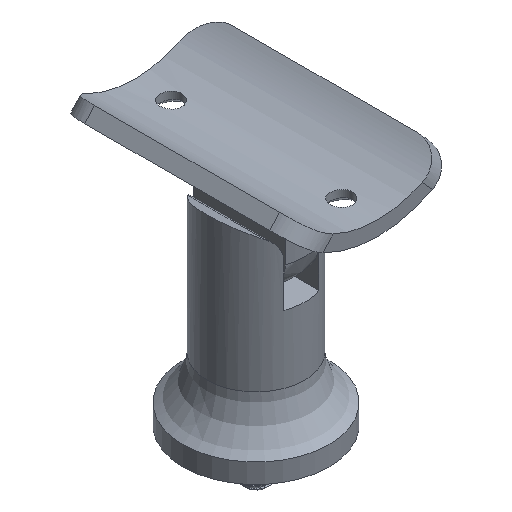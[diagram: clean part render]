
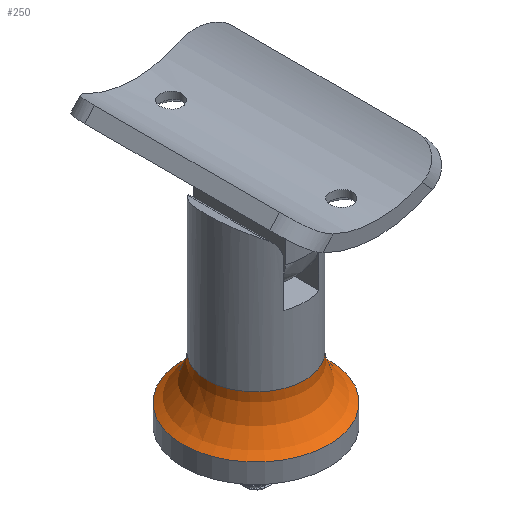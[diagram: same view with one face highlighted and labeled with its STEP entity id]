
A CAD part, isometric view. The second image highlights one B-rep face of the part: STEP entity #250.
In plain terms, the highlighted toroidal (fillet/blend) face has major radius 20.5 mm and minor radius 10.5 mm.
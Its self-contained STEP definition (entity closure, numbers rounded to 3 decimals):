
#83=TOROIDAL_SURFACE('',#895,20.5,10.5);
#250=ADVANCED_FACE('',(#327,#328),#83,.F.);
#327=FACE_BOUND('',#369,.T.);
#328=FACE_BOUND('',#370,.T.);
#369=EDGE_LOOP('',(#462));
#370=EDGE_LOOP('',(#463));
#462=ORIENTED_EDGE('',*,*,#745,.F.);
#463=ORIENTED_EDGE('',*,*,#753,.F.);
#667=VERTEX_POINT('',#1288);
#675=VERTEX_POINT('',#1306);
#745=EDGE_CURVE('',#667,#667,#844,.T.);
#753=EDGE_CURVE('',#675,#675,#846,.T.);
#844=CIRCLE('',#886,10.);
#846=CIRCLE('',#890,15.);
#886=AXIS2_PLACEMENT_3D('',#1287,#972,#973);
#890=AXIS2_PLACEMENT_3D('',#1305,#986,#987);
#895=AXIS2_PLACEMENT_3D('',#1327,#997,#998);
#972=DIRECTION('',(0.,0.,1.));
#973=DIRECTION('',(-1.,0.,0.));
#986=DIRECTION('',(0.,0.,-1.));
#987=DIRECTION('',(1.,0.,0.));
#997=DIRECTION('',(0.,0.,-1.));
#998=DIRECTION('',(-1.,0.,0.));
#1287=CARTESIAN_POINT('',(0.,0.,12.944));
#1288=CARTESIAN_POINT('',(-10.,0.,12.944));
#1305=CARTESIAN_POINT('',(0.,0.,4.));
#1306=CARTESIAN_POINT('',(15.,0.,4.));
#1327=CARTESIAN_POINT('',(0.,0.,12.944));
